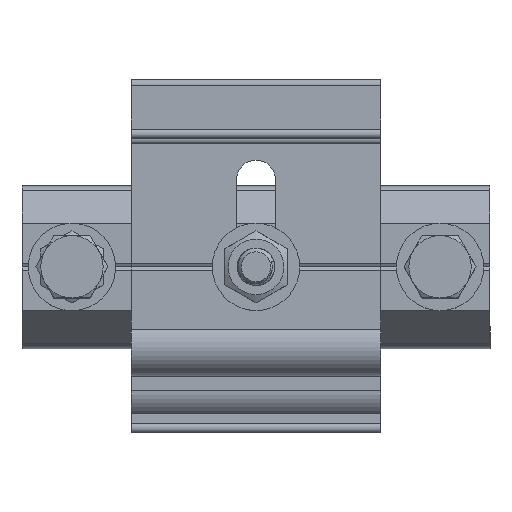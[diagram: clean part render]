
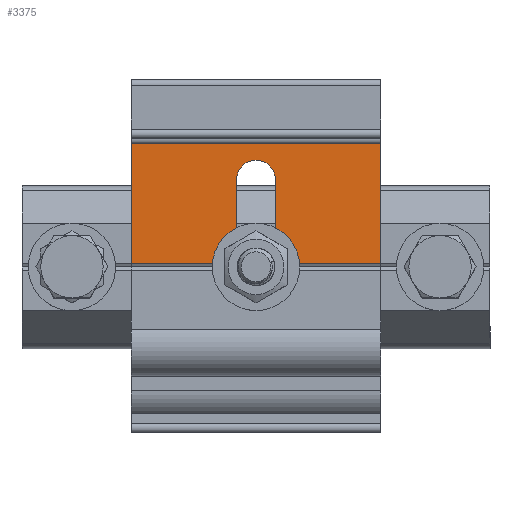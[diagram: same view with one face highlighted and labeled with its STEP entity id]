
A CAD part, top view. The second image highlights one B-rep face of the part: STEP entity #3375.
In plain terms, the highlighted planar face has unit normal (0, 0, 1).
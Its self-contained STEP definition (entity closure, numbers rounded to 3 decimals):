
#274=PLANE('',#3783);
#390=FACE_OUTER_BOUND('',#573,.T.);
#573=EDGE_LOOP('',(#2556,#2557,#2558,#2559,#2560,#2561,#2562,#2563));
#749=CIRCLE('',#3784,3.1);
#929=LINE('',#5256,#1232);
#930=LINE('',#5261,#1233);
#931=LINE('',#5265,#1234);
#932=LINE('',#5267,#1235);
#933=LINE('',#5268,#1236);
#934=LINE('',#5270,#1237);
#935=LINE('',#5271,#1238);
#1232=VECTOR('',#4304,10.);
#1233=VECTOR('',#4309,10.);
#1234=VECTOR('',#4312,10.);
#1235=VECTOR('',#4313,10.);
#1236=VECTOR('',#4314,10.);
#1237=VECTOR('',#4315,10.);
#1238=VECTOR('',#4316,10.);
#1532=VERTEX_POINT('',#5253);
#1533=VERTEX_POINT('',#5255);
#1534=VERTEX_POINT('',#5259);
#1535=VERTEX_POINT('',#5260);
#1536=VERTEX_POINT('',#5262);
#1537=VERTEX_POINT('',#5264);
#1538=VERTEX_POINT('',#5266);
#1539=VERTEX_POINT('',#5269);
#1910=EDGE_CURVE('',#1533,#1532,#929,.T.);
#1912=EDGE_CURVE('',#1534,#1535,#930,.T.);
#1913=EDGE_CURVE('',#1535,#1536,#749,.T.);
#1914=EDGE_CURVE('',#1536,#1537,#931,.T.);
#1915=EDGE_CURVE('',#1537,#1538,#932,.T.);
#1916=EDGE_CURVE('',#1538,#1533,#933,.T.);
#1917=EDGE_CURVE('',#1532,#1539,#934,.T.);
#1918=EDGE_CURVE('',#1539,#1534,#935,.T.);
#2556=ORIENTED_EDGE('',*,*,#1912,.T.);
#2557=ORIENTED_EDGE('',*,*,#1913,.T.);
#2558=ORIENTED_EDGE('',*,*,#1914,.T.);
#2559=ORIENTED_EDGE('',*,*,#1915,.T.);
#2560=ORIENTED_EDGE('',*,*,#1916,.T.);
#2561=ORIENTED_EDGE('',*,*,#1910,.T.);
#2562=ORIENTED_EDGE('',*,*,#1917,.T.);
#2563=ORIENTED_EDGE('',*,*,#1918,.T.);
#3375=ADVANCED_FACE('',(#390),#274,.T.);
#3783=AXIS2_PLACEMENT_3D('',#5258,#4307,#4308);
#3784=AXIS2_PLACEMENT_3D('',#5263,#4310,#4311);
#4304=DIRECTION('',(-1.,0.,0.));
#4307=DIRECTION('center_axis',(0.,0.,1.));
#4308=DIRECTION('ref_axis',(1.,0.,0.));
#4309=DIRECTION('',(0.,1.,0.));
#4310=DIRECTION('center_axis',(0.,0.,-1.));
#4311=DIRECTION('ref_axis',(-1.,0.,0.));
#4312=DIRECTION('',(0.,-1.,0.));
#4313=DIRECTION('',(1.,0.,0.));
#4314=DIRECTION('',(0.,1.,0.));
#4315=DIRECTION('',(0.,-1.,0.));
#4316=DIRECTION('',(1.,0.,0.));
#5253=CARTESIAN_POINT('',(-20.,-5.1,0.));
#5255=CARTESIAN_POINT('',(20.,-5.1,0.));
#5256=CARTESIAN_POINT('',(500.,-5.1,0.));
#5258=CARTESIAN_POINT('Origin',(0.,-42.,0.));
#5259=CARTESIAN_POINT('',(-3.1,-24.98,0.));
#5260=CARTESIAN_POINT('',(-3.1,-11.5,0.));
#5261=CARTESIAN_POINT('',(-3.1,-26.75,0.));
#5262=CARTESIAN_POINT('',(3.1,-11.5,0.));
#5263=CARTESIAN_POINT('Origin',(0.,-11.5,0.));
#5264=CARTESIAN_POINT('',(3.1,-24.98,0.));
#5265=CARTESIAN_POINT('',(3.1,-34.75,0.));
#5266=CARTESIAN_POINT('',(20.,-24.98,0.));
#5267=CARTESIAN_POINT('',(250.,-24.98,0.));
#5268=CARTESIAN_POINT('',(20.,-42.,0.));
#5269=CARTESIAN_POINT('',(-20.,-24.98,0.));
#5270=CARTESIAN_POINT('',(-20.,-42.,0.));
#5271=CARTESIAN_POINT('',(250.,-24.98,0.));
